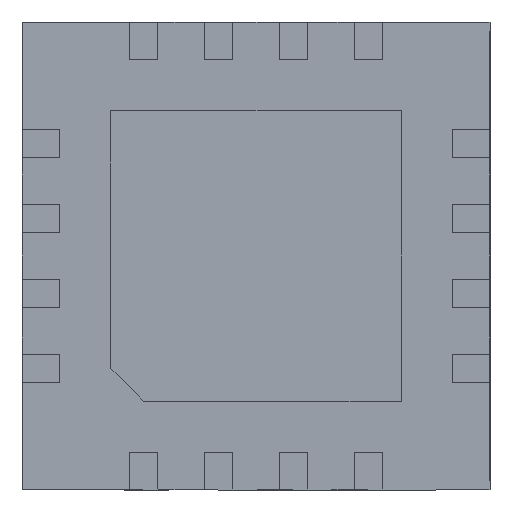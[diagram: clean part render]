
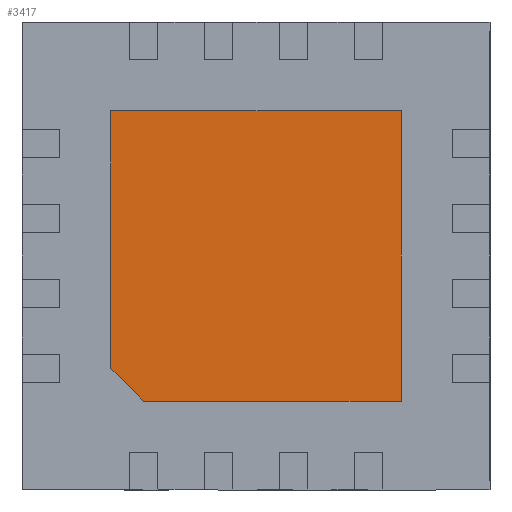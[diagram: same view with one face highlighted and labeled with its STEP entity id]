
A CAD part, front view. The second image highlights one B-rep face of the part: STEP entity #3417.
In plain terms, the highlighted planar face has unit normal (0, -1, 0).
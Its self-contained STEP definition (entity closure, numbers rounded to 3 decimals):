
#256 = VECTOR ( 'NONE', #391, 1000. ) ;
#259 = ORIENTED_EDGE ( 'NONE', *, *, #3999, .T. ) ;
#384 = LINE ( 'NONE', #3618, #5489 ) ;
#391 = DIRECTION ( 'NONE',  ( 1., 0., 0. ) ) ;
#1164 = CARTESIAN_POINT ( 'NONE',  ( 1.55, 0., 1.55 ) ) ;
#1297 = EDGE_CURVE ( 'NONE', #2342, #1430, #1738, .T. ) ;
#1302 = ORIENTED_EDGE ( 'NONE', *, *, #1297, .T. ) ;
#1430 = VERTEX_POINT ( 'NONE', #3021 ) ;
#1466 = VERTEX_POINT ( 'NONE', #2163 ) ;
#1535 = PLANE ( 'NONE',  #4377 ) ;
#1627 = CARTESIAN_POINT ( 'NONE',  ( -1.55, 0., 1.55 ) ) ;
#1669 = CARTESIAN_POINT ( 'NONE',  ( -1.2, 0., -1.55 ) ) ;
#1711 = LINE ( 'NONE', #1164, #3800 ) ;
#1738 = LINE ( 'NONE', #1669, #256 ) ;
#1745 = EDGE_CURVE ( 'NONE', #2135, #2342, #384, .T. ) ;
#1916 = LINE ( 'NONE', #3483, #4113 ) ;
#2058 = DIRECTION ( 'NONE',  ( 0., 0., -1. ) ) ;
#2135 = VERTEX_POINT ( 'NONE', #4319 ) ;
#2163 = CARTESIAN_POINT ( 'NONE',  ( 1.55, 0., 1.55 ) ) ;
#2342 = VERTEX_POINT ( 'NONE', #2810 ) ;
#2434 = CARTESIAN_POINT ( 'NONE',  ( 0., 0., 0. ) ) ;
#2568 = EDGE_LOOP ( 'NONE', ( #4351, #259, #3773, #1302, #3382 ) ) ;
#2576 = EDGE_CURVE ( 'NONE', #1430, #1466, #1916, .T. ) ;
#2580 = VECTOR ( 'NONE', #4214, 1000. ) ;
#2810 = CARTESIAN_POINT ( 'NONE',  ( -1.2, 0., -1.55 ) ) ;
#2826 = EDGE_CURVE ( 'NONE', #1466, #3595, #1711, .T. ) ;
#3021 = CARTESIAN_POINT ( 'NONE',  ( 1.55, 0., -1.55 ) ) ;
#3305 = DIRECTION ( 'NONE',  ( -1., 0., 0. ) ) ;
#3382 = ORIENTED_EDGE ( 'NONE', *, *, #2576, .T. ) ;
#3417 = ADVANCED_FACE ( 'NONE', ( #4534 ), #1535, .T. ) ;
#3483 = CARTESIAN_POINT ( 'NONE',  ( 1.55, 0., -1.55 ) ) ;
#3595 = VERTEX_POINT ( 'NONE', #4385 ) ;
#3618 = CARTESIAN_POINT ( 'NONE',  ( -1.55, 0., -1.2 ) ) ;
#3773 = ORIENTED_EDGE ( 'NONE', *, *, #1745, .T. ) ;
#3800 = VECTOR ( 'NONE', #3305, 1000. ) ;
#3944 = DIRECTION ( 'NONE',  ( 0., 0., 1. ) ) ;
#3999 = EDGE_CURVE ( 'NONE', #3595, #2135, #5422, .T. ) ;
#4097 = DIRECTION ( 'NONE',  ( 0., -1., 0. ) ) ;
#4113 = VECTOR ( 'NONE', #3944, 1000. ) ;
#4214 = DIRECTION ( 'NONE',  ( 0., 0., -1. ) ) ;
#4319 = CARTESIAN_POINT ( 'NONE',  ( -1.55, 0., -1.2 ) ) ;
#4351 = ORIENTED_EDGE ( 'NONE', *, *, #2826, .T. ) ;
#4377 = AXIS2_PLACEMENT_3D ( 'NONE', #2434, #4097, #2058 ) ;
#4385 = CARTESIAN_POINT ( 'NONE',  ( -1.55, 0., 1.55 ) ) ;
#4534 = FACE_OUTER_BOUND ( 'NONE', #2568, .T. ) ;
#4838 = DIRECTION ( 'NONE',  ( 0.707, 0., -0.707 ) ) ;
#5422 = LINE ( 'NONE', #1627, #2580 ) ;
#5489 = VECTOR ( 'NONE', #4838, 1000. ) ;
